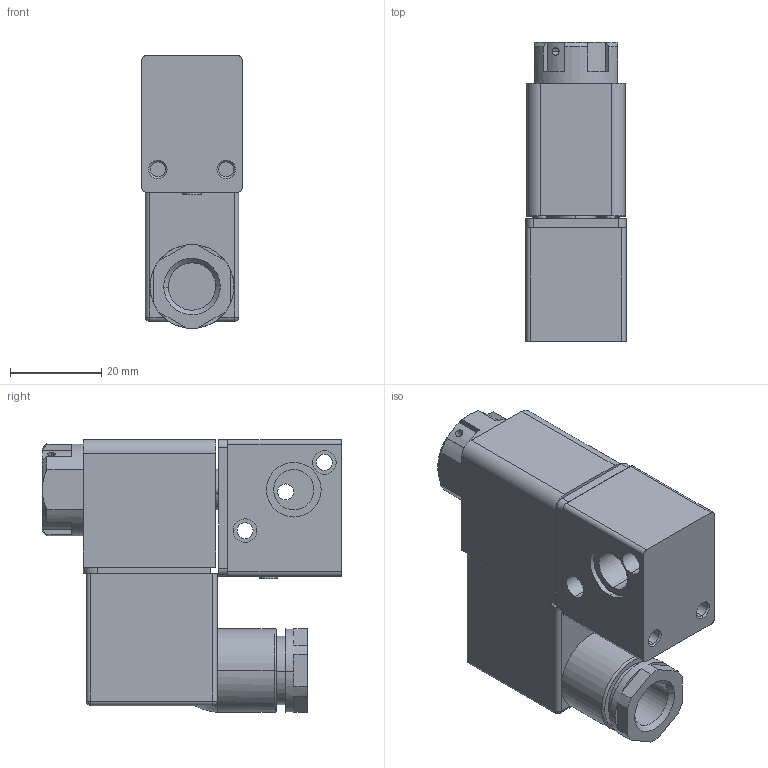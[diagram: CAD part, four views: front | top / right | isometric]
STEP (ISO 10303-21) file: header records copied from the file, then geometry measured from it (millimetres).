
FILE_DESCRIPTION (( 'STEP AP203' ), '1' );
FILE_NAME ('2V1-06-D.STEP', '2017-11-30T21:20:49', ( '' ), ( '' ), 'SwSTEP 2.0', 'SolidWorks 2016', '' );
FILE_SCHEMA (( 'CONFIG_CONTROL_DESIGN' ));
Length unit declared in the file: millimetre
Products named in the file (1): 2V1-06-D
Bounding box: 22 x 65.7 x 59.9 mm (x, y, z)
Volume: 56030 mm3; surface area: 24275.5 mm2
Topology: 13 solids, 13 shells, 351 faces, 828 edges, 523 vertices
Faces by surface type: cylinder 145, plane 140, cone 54, bspline 12
Entity records: 10528 total; most frequent: CARTESIAN_POINT 2231, DIRECTION 1808, ORIENTED_EDGE 1632, EDGE_CURVE 816, AXIS2_PLACEMENT_3D 703, VERTEX_POINT 523, EDGE_LOOP 407, VECTOR 402
